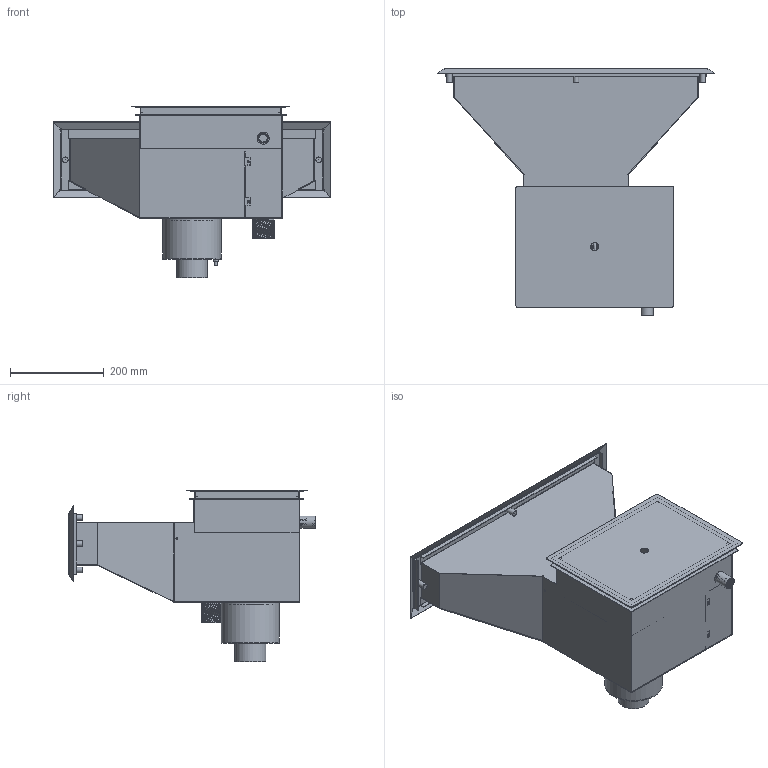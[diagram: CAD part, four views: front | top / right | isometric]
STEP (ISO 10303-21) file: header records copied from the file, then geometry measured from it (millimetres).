
FILE_DESCRIPTION(('STEP AP214'), '1');
FILE_NAME('3d', '2025-10-03T06:12:18', ('Runwill'), (''), 'C3D Converter', 'C3D Toolkit', '');
FILE_SCHEMA(('AUTOMOTIVE_DESIGN { 1 0 10303 214 3 1 1}'));
Length unit declared in the file: millimetre
Assembly tree (32 placements, depth 3):
  (unnamed)
    (unnamed)
    (unnamed)
    (unnamed)
    (unnamed)
    (unnamed)
    (unnamed)
    (unnamed)  x4
    (unnamed)  x3
    (unnamed)  x2
    (unnamed)
    (unnamed)  x4
    (unnamed)
      (unnamed)
      (unnamed)
      (unnamed)
      (unnamed)
      (unnamed)
    (unnamed)
    (unnamed)
    (unnamed)
      (unnamed)
      (unnamed)
      (unnamed)
Bounding box: 594.14 x 529.11 x 366.99 mm (x, y, z)
Volume: 1838063 mm3; surface area: 2375091.5 mm2
Topology: 35 solids, 35 shells, 4217 faces, 12064 edges, 7944 vertices
Faces by surface type: plane 3627, cylinder 362, bspline 132, cone 48, torus 48
Full cylindrical faces by diameter (mm): 1.7 x2, 3.16 x2, 4 x9, 4.917 x3, 5 x7, 5.7 x2, 6 x16, 6.647 x4, 7.5 x12, 10 x2, 11.34 x4, 12 x12, 14 x1, 17 x1, 18 x1, 19 x1, 20.9 x1, 21 x1, 25 x1, 26 x1, 29 x1, 30 x1, 35.5 x1, 36 x1, 39.5 x2, 41.8 x1, 42 x1, 44 x1, 44.846 x1, 47.8 x1
Entity records: 210137 total; most frequent: CARTESIAN_POINT 101760, ORIENTED_EDGE 23338, DIRECTION 19501, EDGE_CURVE 11669, VERTEX_POINT 7781, AXIS2_PLACEMENT_3D 6591, LINE 6319, VECTOR 6319
